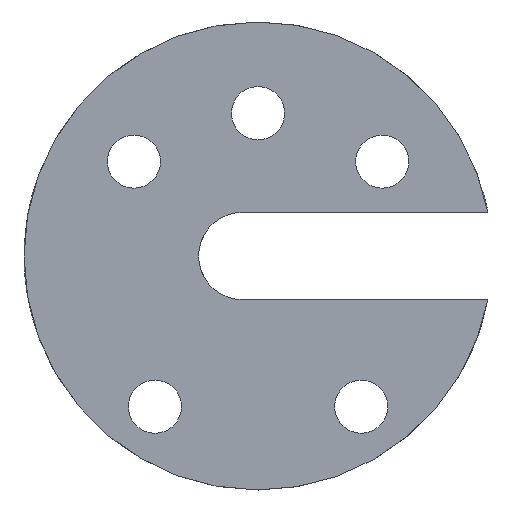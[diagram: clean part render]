
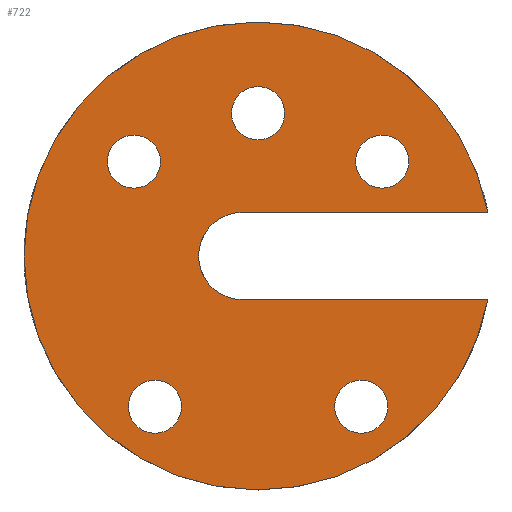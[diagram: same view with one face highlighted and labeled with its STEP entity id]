
A CAD part, front view. The second image highlights one B-rep face of the part: STEP entity #722.
In plain terms, the highlighted planar face has unit normal (0, -1, 0).
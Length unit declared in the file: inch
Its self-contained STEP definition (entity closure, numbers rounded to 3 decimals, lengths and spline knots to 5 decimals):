
#2=DIRECTION('',(-1.,0.,0.));
#3=VECTOR('',#2,0.30983);
#4=CARTESIAN_POINT('',(0.28983,0.,0.055));
#5=LINE('',#4,#3);
#6=CARTESIAN_POINT('',(-0.02,0.,0.));
#7=DIRECTION('',(0.,-1.,0.));
#8=DIRECTION('',(0.,0.,1.));
#9=AXIS2_PLACEMENT_3D('',#6,#7,#8);
#11=DIRECTION('',(1.,0.,0.));
#12=VECTOR('',#11,0.30983);
#13=CARTESIAN_POINT('',(-0.02,0.,-0.055));
#14=LINE('',#13,#12);
#15=CARTESIAN_POINT('',(0.,0.,0.));
#16=DIRECTION('',(0.,1.,0.));
#17=DIRECTION('',(0.982,0.,-0.186));
#18=AXIS2_PLACEMENT_3D('',#15,#16,#17);
#20=CARTESIAN_POINT('',(0.,0.,0.18));
#21=DIRECTION('',(0.,-1.,0.));
#22=DIRECTION('',(1.,0.,0.));
#23=AXIS2_PLACEMENT_3D('',#20,#21,#22);
#25=CARTESIAN_POINT('',(0.,0.,0.18));
#26=DIRECTION('',(0.,-1.,0.));
#27=DIRECTION('',(-1.,0.,0.));
#28=AXIS2_PLACEMENT_3D('',#25,#26,#27);
#30=CARTESIAN_POINT('',(-0.15653,0.,0.119));
#31=DIRECTION('',(0.,-1.,0.));
#32=DIRECTION('',(1.,0.,0.));
#33=AXIS2_PLACEMENT_3D('',#30,#31,#32);
#35=CARTESIAN_POINT('',(-0.15653,0.,0.119));
#36=DIRECTION('',(0.,-1.,0.));
#37=DIRECTION('',(-1.,0.,0.));
#38=AXIS2_PLACEMENT_3D('',#35,#36,#37);
#40=CARTESIAN_POINT('',(0.15653,0.,0.119));
#41=DIRECTION('',(0.,1.,0.));
#42=DIRECTION('',(-1.,0.,0.));
#43=AXIS2_PLACEMENT_3D('',#40,#41,#42);
#45=CARTESIAN_POINT('',(0.15653,0.,0.119));
#46=DIRECTION('',(0.,1.,0.));
#47=DIRECTION('',(1.,0.,0.));
#48=AXIS2_PLACEMENT_3D('',#45,#46,#47);
#50=CARTESIAN_POINT('',(-0.13,0.,-0.19));
#51=DIRECTION('',(0.,-1.,0.));
#52=DIRECTION('',(1.,0.,0.));
#53=AXIS2_PLACEMENT_3D('',#50,#51,#52);
#55=CARTESIAN_POINT('',(-0.13,0.,-0.19));
#56=DIRECTION('',(0.,-1.,0.));
#57=DIRECTION('',(-1.,0.,0.));
#58=AXIS2_PLACEMENT_3D('',#55,#56,#57);
#60=CARTESIAN_POINT('',(0.13,0.,-0.19));
#61=DIRECTION('',(0.,1.,0.));
#62=DIRECTION('',(-1.,0.,0.));
#63=AXIS2_PLACEMENT_3D('',#60,#61,#62);
#65=CARTESIAN_POINT('',(0.13,0.,-0.19));
#66=DIRECTION('',(0.,1.,0.));
#67=DIRECTION('',(1.,0.,0.));
#68=AXIS2_PLACEMENT_3D('',#65,#66,#67);
#541=CARTESIAN_POINT('',(0.28983,0.,0.055));
#542=CARTESIAN_POINT('',(-0.02,0.,0.055));
#543=VERTEX_POINT('',#541);
#544=VERTEX_POINT('',#542);
#545=CARTESIAN_POINT('',(-0.02,0.,-0.055));
#546=CARTESIAN_POINT('',(0.28983,0.,-0.055));
#547=VERTEX_POINT('',#545);
#548=VERTEX_POINT('',#546);
#569=CARTESIAN_POINT('',(0.0335,0.,0.18));
#570=CARTESIAN_POINT('',(-0.0335,0.,0.18));
#571=VERTEX_POINT('',#569);
#572=VERTEX_POINT('',#570);
#573=CARTESIAN_POINT('',(-0.12303,0.,0.119));
#574=CARTESIAN_POINT('',(-0.19003,0.,0.119));
#575=VERTEX_POINT('',#573);
#576=VERTEX_POINT('',#574);
#577=CARTESIAN_POINT('',(0.12303,0.,0.119));
#578=CARTESIAN_POINT('',(0.19003,0.,0.119));
#579=VERTEX_POINT('',#577);
#580=VERTEX_POINT('',#578);
#625=CARTESIAN_POINT('',(-0.0965,0.,-0.19));
#626=CARTESIAN_POINT('',(-0.1635,0.,-0.19));
#627=VERTEX_POINT('',#625);
#628=VERTEX_POINT('',#626);
#633=CARTESIAN_POINT('',(0.0965,0.,-0.19));
#634=CARTESIAN_POINT('',(0.1635,0.,-0.19));
#635=VERTEX_POINT('',#633);
#636=VERTEX_POINT('',#634);
#677=CARTESIAN_POINT('',(0.,0.,0.));
#678=DIRECTION('',(0.,1.,0.));
#679=DIRECTION('',(-1.,0.,0.));
#680=AXIS2_PLACEMENT_3D('',#677,#678,#679);
#681=PLANE('',#680);
#683=ORIENTED_EDGE('',*,*,#682,.T.);
#685=ORIENTED_EDGE('',*,*,#684,.T.);
#687=ORIENTED_EDGE('',*,*,#686,.T.);
#689=ORIENTED_EDGE('',*,*,#688,.T.);
#690=EDGE_LOOP('',(#683,#685,#687,#689));
#691=FACE_OUTER_BOUND('',#690,.F.);
#693=ORIENTED_EDGE('',*,*,#692,.T.);
#695=ORIENTED_EDGE('',*,*,#694,.T.);
#696=EDGE_LOOP('',(#693,#695));
#697=FACE_BOUND('',#696,.F.);
#699=ORIENTED_EDGE('',*,*,#698,.T.);
#701=ORIENTED_EDGE('',*,*,#700,.T.);
#702=EDGE_LOOP('',(#699,#701));
#703=FACE_BOUND('',#702,.F.);
#705=ORIENTED_EDGE('',*,*,#704,.F.);
#707=ORIENTED_EDGE('',*,*,#706,.F.);
#708=EDGE_LOOP('',(#705,#707));
#709=FACE_BOUND('',#708,.F.);
#711=ORIENTED_EDGE('',*,*,#710,.T.);
#713=ORIENTED_EDGE('',*,*,#712,.T.);
#714=EDGE_LOOP('',(#711,#713));
#715=FACE_BOUND('',#714,.F.);
#717=ORIENTED_EDGE('',*,*,#716,.F.);
#719=ORIENTED_EDGE('',*,*,#718,.F.);
#720=EDGE_LOOP('',(#717,#719));
#721=FACE_BOUND('',#720,.F.);
#722=ADVANCED_FACE('',(#691,#697,#703,#709,#715,#721),#681,.F.);
#10=CIRCLE('',#9,0.055);
#19=CIRCLE('',#18,0.295);
#24=CIRCLE('',#23,0.0335);
#29=CIRCLE('',#28,0.0335);
#34=CIRCLE('',#33,0.0335);
#39=CIRCLE('',#38,0.0335);
#44=CIRCLE('',#43,0.0335);
#49=CIRCLE('',#48,0.0335);
#54=CIRCLE('',#53,0.0335);
#59=CIRCLE('',#58,0.0335);
#64=CIRCLE('',#63,0.0335);
#69=CIRCLE('',#68,0.0335);
#682=EDGE_CURVE('',#543,#544,#5,.T.);
#684=EDGE_CURVE('',#544,#547,#10,.T.);
#686=EDGE_CURVE('',#547,#548,#14,.T.);
#688=EDGE_CURVE('',#548,#543,#19,.T.);
#692=EDGE_CURVE('',#571,#572,#24,.T.);
#694=EDGE_CURVE('',#572,#571,#29,.T.);
#698=EDGE_CURVE('',#575,#576,#34,.T.);
#700=EDGE_CURVE('',#576,#575,#39,.T.);
#704=EDGE_CURVE('',#579,#580,#44,.T.);
#706=EDGE_CURVE('',#580,#579,#49,.T.);
#710=EDGE_CURVE('',#627,#628,#54,.T.);
#712=EDGE_CURVE('',#628,#627,#59,.T.);
#716=EDGE_CURVE('',#635,#636,#64,.T.);
#718=EDGE_CURVE('',#636,#635,#69,.T.);
